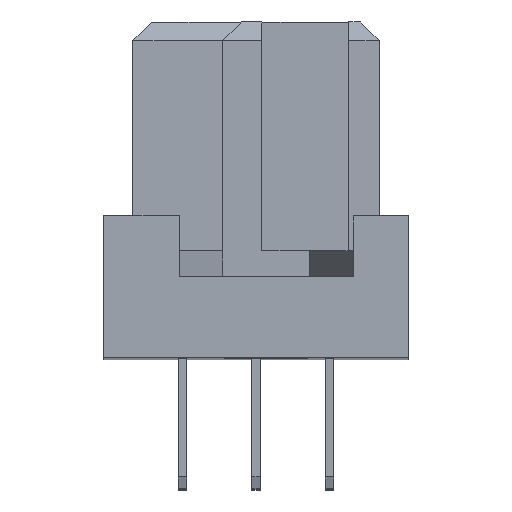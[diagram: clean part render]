
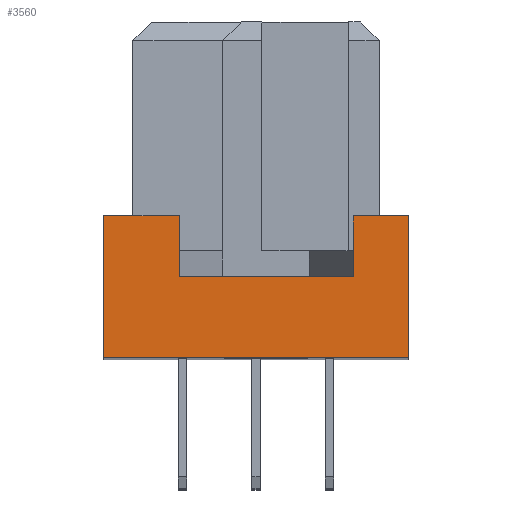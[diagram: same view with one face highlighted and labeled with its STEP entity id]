
A CAD part, top view. The second image highlights one B-rep face of the part: STEP entity #3560.
In plain terms, the highlighted free-form (B-spline) face has degree [1, 1] with [2, 2] control points.
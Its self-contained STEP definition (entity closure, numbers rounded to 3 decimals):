
#1665=CARTESIAN_POINT('V234',(-54.835,13.627,
   39.85));
#1666=VERTEX_POINT('V234',#1665);
#1672=CARTESIAN_POINT('V232',(-52.235,13.627,
   39.85));
#1673=VERTEX_POINT('V232',#1672);
#1674=CARTESIAN_POINT('E351',(-54.835,13.627,
   39.85));
#1675=CARTESIAN_POINT('E351',(-52.235,13.627,
   39.85));
#1676=B_SPLINE_CURVE_WITH_KNOTS('E351',1,(#1674,#1675),
   .POLYLINE_FORM.,.F.,.U.,(2,2),(0.0,52.),
   .UNSPECIFIED.);
#1677=EDGE_CURVE('E351',#1666,#1673,#1676,.T.);
#3472=CARTESIAN_POINT('V233',(-52.235,11.527,
   39.85));
#3473=VERTEX_POINT('V233',#3472);
#3479=CARTESIAN_POINT('V239',(-46.235,11.527,
   39.85));
#3480=VERTEX_POINT('V239',#3479);
#3481=CARTESIAN_POINT('E357',(-46.235,11.527,
   39.85));
#3482=CARTESIAN_POINT('E357',(-52.235,11.527,
   39.85));
#3483=B_SPLINE_CURVE_WITH_KNOTS('E357',1,(#3481,#3482),
   .POLYLINE_FORM.,.F.,.U.,(2,2),(0.0,120.0),.UNSPECIFIED.);
#3484=EDGE_CURVE('E357',#3480,#3473,#3483,.T.);
#3508=CARTESIAN_POINT('E350',(-52.235,11.527,
   39.85));
#3509=CARTESIAN_POINT('E350',(-52.235,13.627,
   39.85));
#3510=B_SPLINE_CURVE_WITH_KNOTS('E350',1,(#3508,#3509),
   .POLYLINE_FORM.,.F.,.U.,(2,2),(0.0,42.),
   .UNSPECIFIED.);
#3511=EDGE_CURVE('E350',#3473,#1673,#3510,.T.);
#3517=CARTESIAN_POINT('F132',(-55.36,8.482,
   39.85));
#3518=CARTESIAN_POINT('F132',(-43.81,8.482,
   39.85));
#3519=CARTESIAN_POINT('F132',(-55.36,13.872,
   39.85));
#3520=CARTESIAN_POINT('F132',(-43.81,13.872,
   39.85));
#3521=QUASI_UNIFORM_SURFACE('F132',1,1,((#3517,#3519),(#3518,
   #3520)),.PLANE_SURF.,.F.,.F.,.U.);
#3522=ORIENTED_EDGE('E350',*,*,#3511,.T.);
#3523=ORIENTED_EDGE('E351',*,*,#1677,.F.);
#3524=CARTESIAN_POINT('V235',(-54.835,8.727,
   39.85));
#3525=VERTEX_POINT('V235',#3524);
#3526=CARTESIAN_POINT('E352',(-54.835,8.727,
   39.85));
#3527=CARTESIAN_POINT('E352',(-54.835,13.627,
   39.85));
#3528=B_SPLINE_CURVE_WITH_KNOTS('E352',1,(#3526,#3527),
   .POLYLINE_FORM.,.F.,.U.,(2,2),(0.0,98.),
   .UNSPECIFIED.);
#3529=EDGE_CURVE('E352',#3525,#1666,#3528,.T.);
#3530=ORIENTED_EDGE('E352',*,*,#3529,.F.);
#3531=CARTESIAN_POINT('V236',(-44.335,8.727,
   39.85));
#3532=VERTEX_POINT('V236',#3531);
#3533=CARTESIAN_POINT('E353',(-44.335,8.727,
   39.85));
#3534=CARTESIAN_POINT('E353',(-54.835,8.727,
   39.85));
#3535=B_SPLINE_CURVE_WITH_KNOTS('E353',1,(#3533,#3534),
   .POLYLINE_FORM.,.F.,.U.,(2,2),(0.0,210.),
   .UNSPECIFIED.);
#3536=EDGE_CURVE('E353',#3532,#3525,#3535,.T.);
#3537=ORIENTED_EDGE('E353',*,*,#3536,.F.);
#3538=CARTESIAN_POINT('V237',(-44.335,13.627,
   39.85));
#3539=VERTEX_POINT('V237',#3538);
#3540=CARTESIAN_POINT('E354',(-44.335,13.627,
   39.85));
#3541=CARTESIAN_POINT('E354',(-44.335,8.727,
   39.85));
#3542=B_SPLINE_CURVE_WITH_KNOTS('E354',1,(#3540,#3541),
   .POLYLINE_FORM.,.F.,.U.,(2,2),(0.0,98.),
   .UNSPECIFIED.);
#3543=EDGE_CURVE('E354',#3539,#3532,#3542,.T.);
#3544=ORIENTED_EDGE('E354',*,*,#3543,.F.);
#3545=CARTESIAN_POINT('V238',(-46.235,13.627,
   39.85));
#3546=VERTEX_POINT('V238',#3545);
#3547=CARTESIAN_POINT('E355',(-46.235,13.627,
   39.85));
#3548=CARTESIAN_POINT('E355',(-44.335,13.627,
   39.85));
#3549=B_SPLINE_CURVE_WITH_KNOTS('E355',1,(#3547,#3548),
   .POLYLINE_FORM.,.F.,.U.,(2,2),(0.0,38.),
   .UNSPECIFIED.);
#3550=EDGE_CURVE('E355',#3546,#3539,#3549,.T.);
#3551=ORIENTED_EDGE('E355',*,*,#3550,.F.);
#3552=CARTESIAN_POINT('E356',(-46.235,13.627,
   39.85));
#3553=CARTESIAN_POINT('E356',(-46.235,11.527,
   39.85));
#3554=B_SPLINE_CURVE_WITH_KNOTS('E356',1,(#3552,#3553),
   .POLYLINE_FORM.,.F.,.U.,(2,2),(0.0,42.),
   .UNSPECIFIED.);
#3555=EDGE_CURVE('E356',#3546,#3480,#3554,.T.);
#3556=ORIENTED_EDGE('E356',*,*,#3555,.T.);
#3557=ORIENTED_EDGE('E357',*,*,#3484,.T.);
#3558=EDGE_LOOP('F132',(#3522,#3523,#3530,#3537,#3544,#3551,#3556,
   #3557));
#3559=FACE_OUTER_BOUND('F132',#3558,.T.);
#3560=ADVANCED_FACE('F132',(#3559),#3521,.T.);
